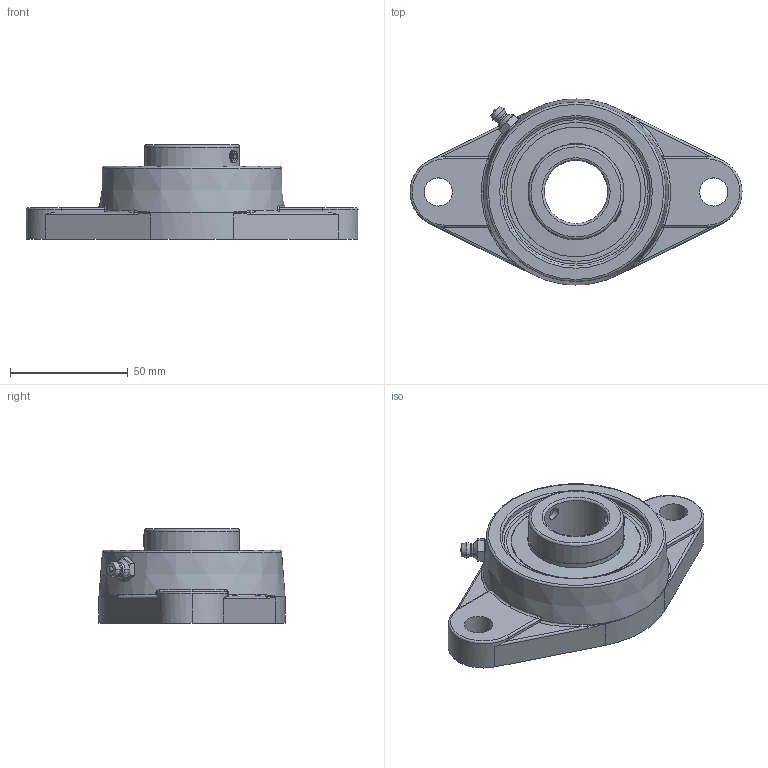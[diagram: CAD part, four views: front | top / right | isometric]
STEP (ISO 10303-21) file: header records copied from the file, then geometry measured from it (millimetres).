
FILE_DESCRIPTION(('HOOPS Exchange Step'),'2;1');
FILE_NAME('export-6667D287-2513-4F84-B75F-8380556FC2E1.stp','2019-12-13T09:27:34-08:00',('ibuslach'),('Alibre'),'HOOPS Exchange 2019.2','Alibre','Unknown authorisation');
FILE_SCHEMA( ('AP242_MANAGED_MODEL_BASED_3D_ENGINEERING_MIM_LF {1 0 10303 442 1 1 4 }') );
Length unit declared in the file: centimetre
Products named in the file (7): MRN SFT 206 (NO LETTERING); SUC 206-17 RACES; SUC 206 SHIELD; SUC 206 SS; MRN SUC 206-17; UCP ZERK 5mm; MRN SUCFT 206-17
Assembly tree (8 placements, depth 3):
  MRN SUCFT 206-17
    MRN SFT 206 (NO LETTERING)
    MRN SUC 206-17
      SUC 206-17 RACES
      SUC 206 SHIELD  x2
      SUC 206 SS  x2
    UCP ZERK 5mm
Bounding box: 141 x 79 x 40.2 mm (x, y, z)
Volume: 119272.9 mm3; surface area: 47707.1 mm2
Topology: 8 solids, 8 shells, 208 faces, 544 edges, 345 vertices
Faces by surface type: plane 60, cylinder 60, bspline 38, torus 24, cone 17, sphere 9
Full cylindrical faces by diameter (mm): 2.005 x2, 5 x2, 5.359 x12, 12 x2, 26.988 x1, 40.259 x1, 40.284 x2, 40.792 x2, 55.093 x1, 55.118 x2, 63.017 x1, 65.017 x1
Entity records: 15482 total; most frequent: CARTESIAN_POINT 10998, ORIENTED_EDGE 932, DIRECTION 872, EDGE_CURVE 466, AXIS2_PLACEMENT_3D 371, VERTEX_POINT 299, EDGE_LOOP 207, FACE_BOUND 207
